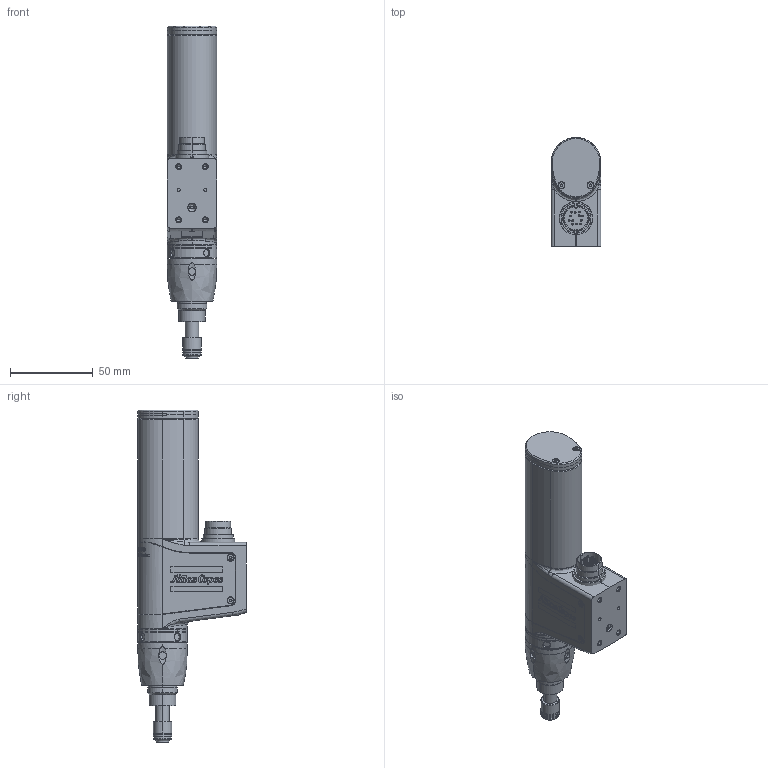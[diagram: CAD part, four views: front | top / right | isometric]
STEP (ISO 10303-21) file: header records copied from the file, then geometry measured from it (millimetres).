
FILE_DESCRIPTION((''),'2;1');
FILE_NAME('4224300147_ASM','2018-04-09T',('toocsr'),(''),'CREO PARAMETRIC BY PTC INC, 2016260','CREO PARAMETRIC BY PTC INC, 2016260','');
FILE_SCHEMA(('CONFIG_CONTROL_DESIGN','GEOMETRIC_VALIDATION_PROPERTIES_MIM'));
Products named in the file (27): 4216253400; 4216253600; 4216256600; NG_FLEX_AF8; 0993000295_SPEC_3; 4216239420_AF0_ASM; 4216239480_ASM; 4216239481_ASM; 4216242774; 4216242776; 4224300149_ASM; 4216239702; 4216249502; 4216111400; 4216113900_SPEC_AF3; 4216239601; 0335350113; 0502110048; 4216240000; 4224300214_ASM; 4216261300; 4216261600; 4224300176_ASM; 0219110041; 0219110036; 0219110066; 4224300147_ASM
Assembly tree (30 placements, depth 5):
  4224300147_ASM
    4216253400
    4216253600
    4216256600
    4216239481_ASM
      4216239480_ASM
        4216239420_AF0_ASM
          NG_FLEX_AF8
          0993000295_SPEC_3
    4224300149_ASM
      4216242774
      4216242776
    4224300214_ASM
      4216239702
      4216249502
      4216111400
      4216113900_SPEC_AF3
      4216239601
      0335350113
      0502110048
      4216240000
    4224300176_ASM
      4216261300
      4216261600
    0219110041
    0219110036  x4
    0219110066  x2
Bounding box: 30 x 65.5 x 200.1 mm (x, y, z)
Volume: 61623.8 mm3; surface area: 65291.9 mm2
Topology: 24 solids, 88 shells, 1577 faces, 4668 edges, 3232 vertices
Faces by surface type: cylinder 682, plane 390, cone 280, torus 98, bspline 95, sphere 32
Entity records: 77012 total; most frequent: CARTESIAN_POINT 21125, ORIENTED_EDGE 7885, DIRECTION 7860, PRESENTATION_STYLE_ASSIGNMENT 4576, EDGE_CURVE 4386, STYLED_ITEM 4353, CURVE_STYLE 4324, AXIS2_PLACEMENT_3D 3117
